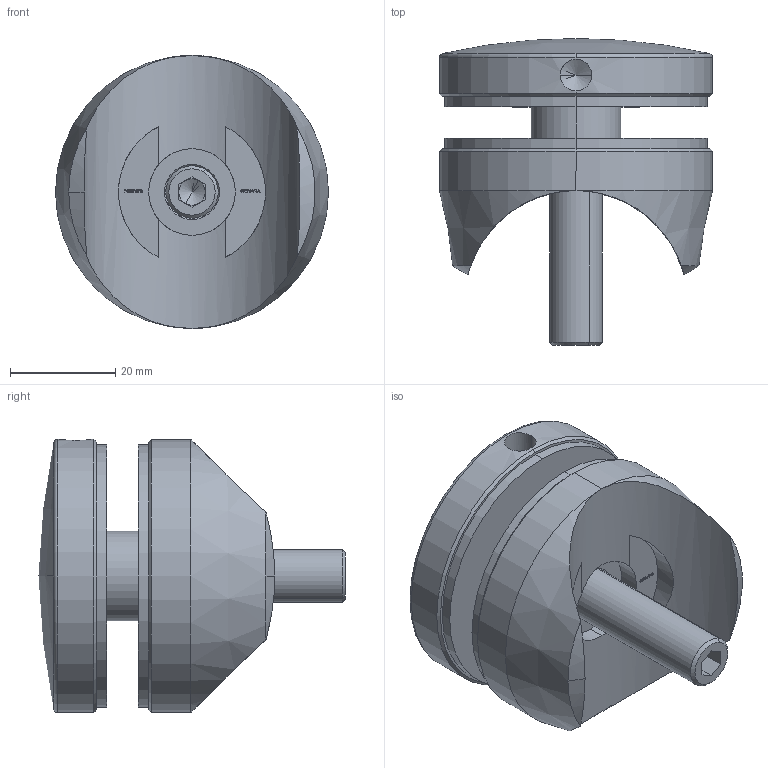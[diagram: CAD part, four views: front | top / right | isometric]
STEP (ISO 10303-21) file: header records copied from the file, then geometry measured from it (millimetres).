
FILE_DESCRIPTION (( 'STEP AP203' ), '1' );
FILE_NAME ('60196-V4A.step', '2020-10-29T13:16:14', ( '' ), ( '' ), 'SwSTEP 2.0', 'SolidWorks 2018', '' );
FILE_SCHEMA (( 'CONFIG_CONTROL_DESIGN' ));
Length unit declared in the file: millimetre
Products named in the file (12): 6019X-240 Konfig Teil3_6019X-XXX Teil3; 6019X-240 Konfig Teil1_6019X-V4A Teil1; 6019X-240 Konfig Teil3; 6019X-240 Konfig Teil2_60196-V4A Teil2; 6019X-240 Konfig Teil1; 60196-V4A; DIN913_DIN 913 M10x55; 6019X-240 Konfig Teil4; 6019X-240 Konfig Teil4_6019X-XXX Teil4; DIN913; 6019X-240 Konfig Teil2
Assembly tree (6 placements, depth 2):
  6019X-240 Konfig Teil3
  6019X-240 Konfig Teil1
  60196-V4A
    DIN913
  6019X-240 Konfig Teil4
  60196-V4A
    6019X-240 Konfig Teil2_60196-V4A Teil2
    6019X-240 Konfig Teil4_6019X-XXX Teil4
    DIN913_DIN 913 M10x55
    6019X-240 Konfig Teil1_6019X-V4A Teil1
    6019X-240 Konfig Teil3_6019X-XXX Teil3
Bounding box: 52 x 58.44 x 52 mm (x, y, z)
Volume: 56405.4 mm3; surface area: 24397.2 mm2
Topology: 5 solids, 5 shells, 299 faces, 753 edges, 490 vertices
Faces by surface type: plane 155, bspline 84, cylinder 29, cone 27, torus 2, sphere 2
Entity records: 15876 total; most frequent: CARTESIAN_POINT 8140, ORIENTED_EDGE 1492, DIRECTION 1102, EDGE_CURVE 746, VERTEX_POINT 488, VECTOR 474, LINE 474, EDGE_LOOP 336
